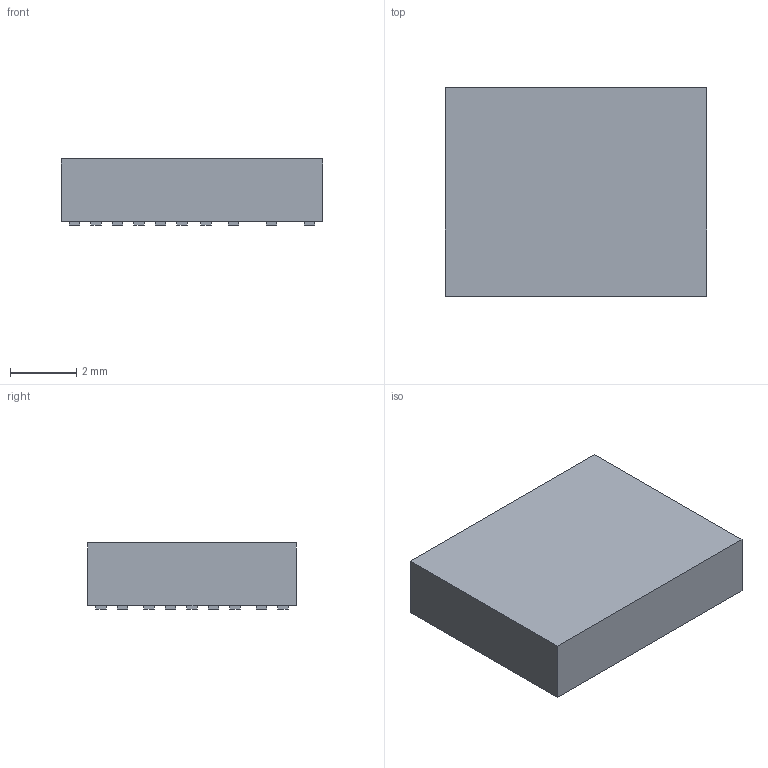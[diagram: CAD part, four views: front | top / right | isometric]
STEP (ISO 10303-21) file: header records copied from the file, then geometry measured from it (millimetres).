
FILE_DESCRIPTION(('FreeCAD Model'),'2;1');
FILE_NAME('20504568.1.3.stp','2025-09-02T13:23:43',( 'Author'),(''),'Open CASCADE STEP processor 6.9','FreeCAD','Unknown' );
FILE_SCHEMA(('AUTOMOTIVE_DESIGN { 1 0 10303 214 1 1 1 1 }'));
Length unit declared in the file: millimetre
Products named in the file (3): ASSEMBLY; Body; Pins
Assembly tree (2 placements, depth 2):
  ASSEMBLY
    Body
    Pins
Bounding box: 7.9 x 6.3 x 2 mm (x, y, z)
Volume: 95.1 mm3; surface area: 170.5 mm2
Topology: 52 solids, 52 shells, 312 faces, 624 edges, 416 vertices
Faces by surface type: plane 312
Entity records: 16436 total; most frequent: CARTESIAN_POINT 2603, DIRECTION 2502, LINE 1872, VECTOR 1872, ORIENTED_EDGE 1248, PCURVE 1248, DEFINITIONAL_REPRESENTATION 1248, EDGE_CURVE 624
